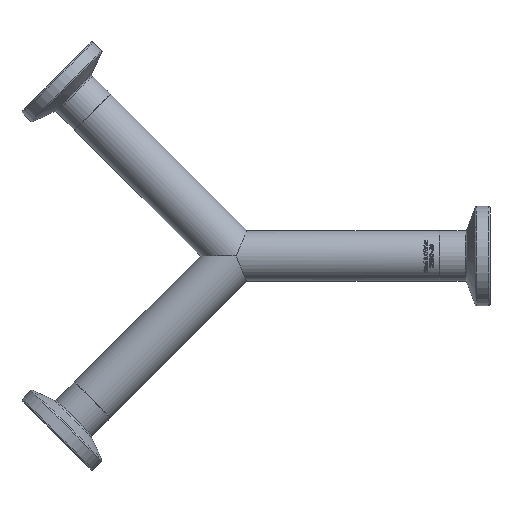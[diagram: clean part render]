
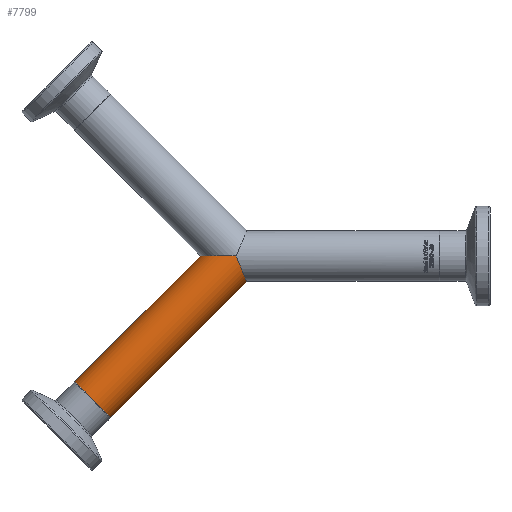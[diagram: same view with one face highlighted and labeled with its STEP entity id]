
A CAD part, top view. The second image highlights one B-rep face of the part: STEP entity #7799.
In plain terms, the highlighted cylindrical face has radius 6.35 mm (diameter 12.7 mm), a full revolution.
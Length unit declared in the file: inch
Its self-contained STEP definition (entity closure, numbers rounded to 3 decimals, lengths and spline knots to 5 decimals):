
#63=ELLIPSE('',#8344,0.35355,0.25);
#64=ELLIPSE('',#8345,0.27058,0.25);
#876=FACE_OUTER_BOUND('',#1347,.T.);
#1347=EDGE_LOOP('',(#7222,#7223,#7224,#7225,#7226));
#1581=CIRCLE('',#8275,0.25);
#2100=LINE('',#17927,#2572);
#2572=VECTOR('',#9861,0.25);
#3631=VERTEX_POINT('',#17578);
#3632=VERTEX_POINT('',#17580);
#3711=VERTEX_POINT('',#17806);
#4857=EDGE_CURVE('',#3711,#3711,#1581,.T.);
#4915=EDGE_CURVE('',#3711,#3631,#2100,.T.);
#4916=EDGE_CURVE('',#3632,#3631,#63,.T.);
#4917=EDGE_CURVE('',#3631,#3632,#64,.T.);
#7222=ORIENTED_EDGE('',*,*,#4857,.T.);
#7223=ORIENTED_EDGE('',*,*,#4915,.T.);
#7224=ORIENTED_EDGE('',*,*,#4916,.F.);
#7225=ORIENTED_EDGE('',*,*,#4917,.F.);
#7226=ORIENTED_EDGE('',*,*,#4915,.F.);
#7313=CYLINDRICAL_SURFACE('',#8343,0.25);
#7799=ADVANCED_FACE('',(#876),#7313,.T.);
#8275=AXIS2_PLACEMENT_3D('',#17807,#9716,#9717);
#8343=AXIS2_PLACEMENT_3D('',#17926,#9859,#9860);
#8344=AXIS2_PLACEMENT_3D('',#17928,#9862,#9863);
#8345=AXIS2_PLACEMENT_3D('',#17929,#9864,#9865);
#9716=DIRECTION('center_axis',(0.707,0.707,0.));
#9717=DIRECTION('ref_axis',(0.,0.,
-1.));
#9859=DIRECTION('center_axis',(-0.707,-0.707,0.));
#9860=DIRECTION('ref_axis',(0.,0.,
-1.));
#9861=DIRECTION('',(0.707,0.707,0.));
#9862=DIRECTION('center_axis',(0.,1.,0.));
#9863=DIRECTION('ref_axis',(1.,0.,0.));
#9864=DIRECTION('center_axis',(0.924,0.383,0.));
#9865=DIRECTION('ref_axis',(0.383,-0.924,0.));
#17578=CARTESIAN_POINT('',(0.,0.,0.25));
#17580=CARTESIAN_POINT('',(0.,0.,-0.25));
#17806=CARTESIAN_POINT('',(-1.41447,-1.41396,0.25));
#17807=CARTESIAN_POINT('Origin',(-1.41447,-1.41396,0.));
#17926=CARTESIAN_POINT('Origin',(0.,0.,
0.));
#17927=CARTESIAN_POINT('',(0.,0.,0.25));
#17928=CARTESIAN_POINT('Origin',(0.,0.,
0.));
#17929=CARTESIAN_POINT('Origin',(0.,0.,
0.));
